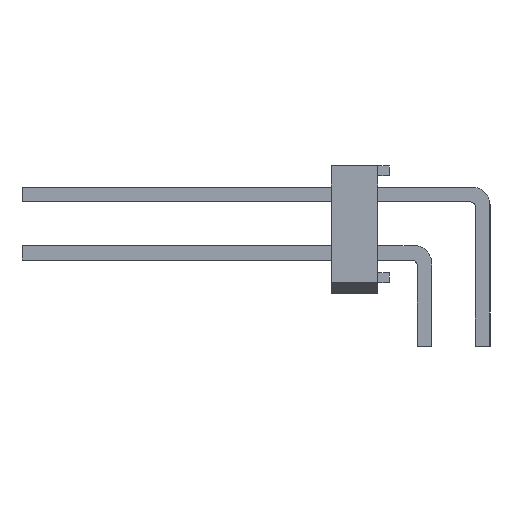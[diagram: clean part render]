
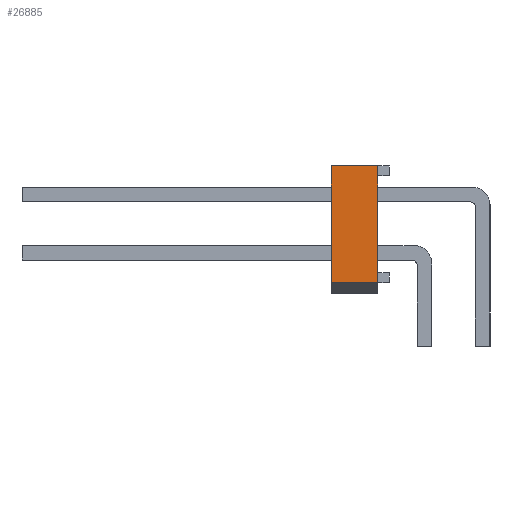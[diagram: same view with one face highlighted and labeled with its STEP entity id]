
A CAD part, left-side view. The second image highlights one B-rep face of the part: STEP entity #26885.
In plain terms, the highlighted face is planar.
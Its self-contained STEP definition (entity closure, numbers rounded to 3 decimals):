
#14342 = VERTEX_POINT('',#14343);
#14343 = CARTESIAN_POINT('',(26.67,2.54,-2.54));
#14349 = EDGE_CURVE('',#14342,#14350,#14352,.T.);
#14350 = VERTEX_POINT('',#14351);
#14351 = CARTESIAN_POINT('',(26.67,0.508,-2.54));
#14352 = LINE('',#14353,#14354);
#14353 = CARTESIAN_POINT('',(26.67,2.54,-2.54));
#14354 = VECTOR('',#14355,1.);
#14355 = DIRECTION('',(0.,-1.,0.));
#26850 = VERTEX_POINT('',#26851);
#26851 = CARTESIAN_POINT('',(26.67,0.508,2.54));
#26859 = EDGE_CURVE('',#26860,#26850,#26862,.T.);
#26860 = VERTEX_POINT('',#26861);
#26861 = CARTESIAN_POINT('',(26.67,2.54,2.54));
#26862 = LINE('',#26863,#26864);
#26863 = CARTESIAN_POINT('',(26.67,2.54,2.54));
#26864 = VECTOR('',#26865,1.);
#26865 = DIRECTION('',(0.,-1.,0.));
#26885 = ADVANCED_FACE('',(#26886),#26902,.F.);
#26886 = FACE_BOUND('',#26887,.T.);
#26887 = EDGE_LOOP('',(#26888,#26894,#26895,#26901));
#26888 = ORIENTED_EDGE('',*,*,#26889,.F.);
#26889 = EDGE_CURVE('',#14350,#26850,#26890,.T.);
#26890 = LINE('',#26891,#26892);
#26891 = CARTESIAN_POINT('',(26.67,0.508,2.54));
#26892 = VECTOR('',#26893,1.);
#26893 = DIRECTION('',(0.,0.,1.));
#26894 = ORIENTED_EDGE('',*,*,#14349,.F.);
#26895 = ORIENTED_EDGE('',*,*,#26896,.F.);
#26896 = EDGE_CURVE('',#26860,#14342,#26897,.T.);
#26897 = LINE('',#26898,#26899);
#26898 = CARTESIAN_POINT('',(26.67,2.54,2.54));
#26899 = VECTOR('',#26900,1.);
#26900 = DIRECTION('',(0.,0.,-1.));
#26901 = ORIENTED_EDGE('',*,*,#26859,.T.);
#26902 = PLANE('',#26903);
#26903 = AXIS2_PLACEMENT_3D('',#26904,#26905,#26906);
#26904 = CARTESIAN_POINT('',(26.67,2.54,2.54));
#26905 = DIRECTION('',(-1.,0.,0.));
#26906 = DIRECTION('',(0.,0.,1.));
